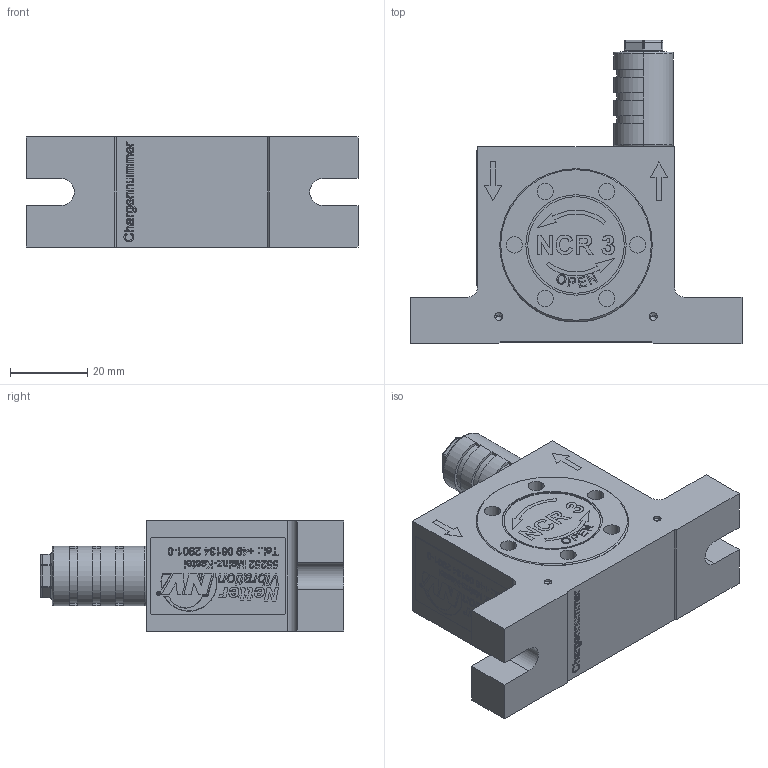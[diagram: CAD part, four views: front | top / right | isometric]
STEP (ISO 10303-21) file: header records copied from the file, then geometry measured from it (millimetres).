
FILE_DESCRIPTION (( 'STEP AP214' ), '1' );
FILE_NAME ('NCR 3 Rollenvibrator #01703000.STEP', '2022-02-18T08:04:14', ( '' ), ( '' ), 'SwSTEP 2.0', 'SolidWorks 2015', '' );
FILE_SCHEMA (( 'AUTOMOTIVE_DESIGN' ));
Length unit declared in the file: millimetre
Products named in the file (1): NCR 3 Rollenvibrator #01703000
Bounding box: 86 x 78.5 x 29 mm (x, y, z)
Volume: 88563.7 mm3; surface area: 16769 mm2
Topology: 2 solids, 3 shells, 528 faces, 2044 edges, 1668 vertices
Faces by surface type: plane 301, bspline 107, cylinder 81, cone 20, torus 11, sphere 8
Entity records: 34377 total; most frequent: CARTESIAN_POINT 16040, ORIENTED_EDGE 4068, DIRECTION 2403, EDGE_CURVE 2034, VERTEX_POINT 1668, LINE 1119, VECTOR 1119, B_SPLINE_CURVE_WITH_KNOTS 695
